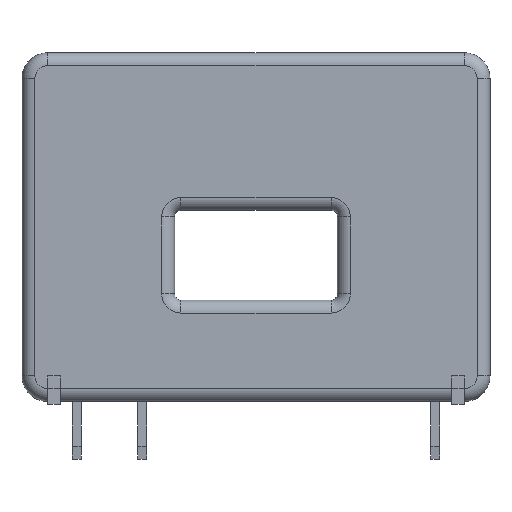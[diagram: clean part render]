
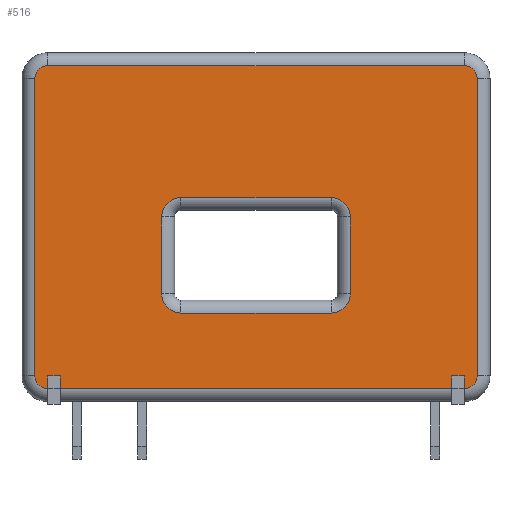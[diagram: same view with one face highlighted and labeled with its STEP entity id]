
A CAD part, front view. The second image highlights one B-rep face of the part: STEP entity #516.
In plain terms, the highlighted planar face has unit normal (0, -1, 0).
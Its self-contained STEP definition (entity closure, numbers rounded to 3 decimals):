
#13=DIRECTION('',(0.,0.,1.));
#35=VECTOR('',#36,1.);
#36=DIRECTION('',(1.,0.,0.));
#62=VECTOR('',#13,1.);
#75=DIRECTION('',(0.,1.,0.));
#102=VECTOR('',#103,1.);
#103=DIRECTION('',(-1.,0.,0.));
#185=DIRECTION('',(0.,-1.,0.));
#257=DIRECTION('',(0.,0.,-1.));
#264=VERTEX_POINT('',#265);
#265=CARTESIAN_POINT('',(29.22,-7.9,1.));
#269=DIRECTION('',(0.,0.,-1.));
#271=EDGE_CURVE('',#264,#272,#274,.T.);
#272=VERTEX_POINT('',#273);
#273=CARTESIAN_POINT('',(-1.28,-7.9,1.));
#274=LINE('',#275,#102);
#275=CARTESIAN_POINT('',(30.22,-7.9,1.));
#290=CARTESIAN_POINT('',(29.22,-7.9,-0.2));
#291=LINE('',#290,#62);
#315=CARTESIAN_POINT('',(-1.28,-7.9,-0.2));
#316=LINE('',#315,#62);
#516=ADVANCED_FACE('',(#517,#593),#644,.T.);
#517=FACE_BOUND('',#518,.T.);
#518=EDGE_LOOP('',(#519,#526,#535,#540,#545,#547,#548,#552,#557,#562,    #570,#576,#583,#588));
#519=ORIENTED_EDGE('',*,*,#520,.F.);
#520=EDGE_CURVE('',#521,#523,#525,.T.);
#521=VERTEX_POINT('',#522);
#522=CARTESIAN_POINT('',(-3.28,-7.9,2.));
#523=VERTEX_POINT('',#524);
#524=CARTESIAN_POINT('',(-3.28,-7.9,25.2));
#525=LINE('',#522,#62);
#526=ORIENTED_EDGE('',*,*,#527,.F.);
#527=EDGE_CURVE('',#528,#521,#530,.T.);
#528=VERTEX_POINT('',#529);
#529=CARTESIAN_POINT('',(-2.28,-7.9,1.));
#530=CIRCLE('',#531,1.);
#531=AXIS2_PLACEMENT_3D('',#532,#533,#534);
#532=CARTESIAN_POINT('',(-2.28,-7.9,2.));
#533=DIRECTION('',(0.,1.,0.));
#534=DIRECTION('',(0.,0.,-1.));
#535=ORIENTED_EDGE('',*,*,#536,.T.);
#536=EDGE_CURVE('',#528,#537,#538,.T.);
#537=VERTEX_POINT('',#532);
#538=LINE('',#539,#62);
#539=CARTESIAN_POINT('',(-2.28,-7.9,-0.2));
#540=ORIENTED_EDGE('',*,*,#541,.T.);
#541=EDGE_CURVE('',#537,#542,#544,.T.);
#542=VERTEX_POINT('',#543);
#543=CARTESIAN_POINT('',(-1.28,-7.9,2.));
#544=LINE('',#532,#35);
#545=ORIENTED_EDGE('',*,*,#546,.F.);
#546=EDGE_CURVE('',#272,#542,#316,.T.);
#547=ORIENTED_EDGE('',*,*,#271,.F.);
#548=ORIENTED_EDGE('',*,*,#549,.T.);
#549=EDGE_CURVE('',#264,#550,#291,.T.);
#550=VERTEX_POINT('',#551);
#551=CARTESIAN_POINT('',(29.22,-7.9,2.));
#552=ORIENTED_EDGE('',*,*,#553,.T.);
#553=EDGE_CURVE('',#550,#554,#556,.T.);
#554=VERTEX_POINT('',#555);
#555=CARTESIAN_POINT('',(30.22,-7.9,2.));
#556=LINE('',#551,#35);
#557=ORIENTED_EDGE('',*,*,#558,.F.);
#558=EDGE_CURVE('',#559,#554,#560,.T.);
#559=VERTEX_POINT('',#275);
#560=LINE('',#561,#62);
#561=CARTESIAN_POINT('',(30.22,-7.9,-0.2));
#562=ORIENTED_EDGE('',*,*,#563,.F.);
#563=EDGE_CURVE('',#564,#559,#566,.T.);
#564=VERTEX_POINT('',#565);
#565=CARTESIAN_POINT('',(31.22,-7.9,2.));
#566=CIRCLE('',#567,1.);
#567=AXIS2_PLACEMENT_3D('',#555,#568,#569);
#568=DIRECTION('',(0.,1.,0.));
#569=DIRECTION('',(1.,0.,0.));
#570=ORIENTED_EDGE('',*,*,#571,.F.);
#571=EDGE_CURVE('',#572,#564,#574,.T.);
#572=VERTEX_POINT('',#573);
#573=CARTESIAN_POINT('',(31.22,-7.9,25.2));
#574=LINE('',#573,#575);
#575=VECTOR('',#257,1.);
#576=ORIENTED_EDGE('',*,*,#577,.F.);
#577=EDGE_CURVE('',#578,#572,#580,.T.);
#578=VERTEX_POINT('',#579);
#579=CARTESIAN_POINT('',(30.22,-7.9,26.2));
#580=CIRCLE('',#581,1.);
#581=AXIS2_PLACEMENT_3D('',#582,#75,#13);
#582=CARTESIAN_POINT('',(30.22,-7.9,25.2));
#583=ORIENTED_EDGE('',*,*,#584,.F.);
#584=EDGE_CURVE('',#585,#578,#587,.T.);
#585=VERTEX_POINT('',#586);
#586=CARTESIAN_POINT('',(-2.28,-7.9,26.2));
#587=LINE('',#586,#35);
#588=ORIENTED_EDGE('',*,*,#589,.F.);
#589=EDGE_CURVE('',#523,#585,#590,.T.);
#590=CIRCLE('',#591,1.);
#591=AXIS2_PLACEMENT_3D('',#592,#533,#103);
#592=CARTESIAN_POINT('',(-2.28,-7.9,25.2));
#593=FACE_BOUND('',#594,.T.);
#594=EDGE_LOOP('',(#595,#602,#610,#615,#622,#627,#634,#639));
#595=ORIENTED_EDGE('',*,*,#596,.F.);
#596=EDGE_CURVE('',#597,#599,#601,.T.);
#597=VERTEX_POINT('',#598);
#598=CARTESIAN_POINT('',(19.82,-7.9,15.9));
#599=VERTEX_POINT('',#600);
#600=CARTESIAN_POINT('',(8.12,-7.9,15.9));
#601=LINE('',#598,#102);
#602=ORIENTED_EDGE('',*,*,#603,.F.);
#603=EDGE_CURVE('',#604,#597,#606,.T.);
#604=VERTEX_POINT('',#605);
#605=CARTESIAN_POINT('',(21.32,-7.9,14.4));
#606=CIRCLE('',#607,1.5);
#607=AXIS2_PLACEMENT_3D('',#608,#185,#609);
#608=CARTESIAN_POINT('',(19.82,-7.9,14.4));
#609=DIRECTION('',(1.,0.,0.));
#610=ORIENTED_EDGE('',*,*,#611,.F.);
#611=EDGE_CURVE('',#612,#604,#614,.T.);
#612=VERTEX_POINT('',#613);
#613=CARTESIAN_POINT('',(21.32,-7.9,8.4));
#614=LINE('',#613,#62);
#615=ORIENTED_EDGE('',*,*,#616,.F.);
#616=EDGE_CURVE('',#617,#612,#619,.T.);
#617=VERTEX_POINT('',#618);
#618=CARTESIAN_POINT('',(19.82,-7.9,6.9));
#619=CIRCLE('',#620,1.5);
#620=AXIS2_PLACEMENT_3D('',#621,#185,#269);
#621=CARTESIAN_POINT('',(19.82,-7.9,8.4));
#622=ORIENTED_EDGE('',*,*,#623,.F.);
#623=EDGE_CURVE('',#624,#617,#626,.T.);
#624=VERTEX_POINT('',#625);
#625=CARTESIAN_POINT('',(8.12,-7.9,6.9));
#626=LINE('',#625,#35);
#627=ORIENTED_EDGE('',*,*,#628,.F.);
#628=EDGE_CURVE('',#629,#624,#631,.T.);
#629=VERTEX_POINT('',#630);
#630=CARTESIAN_POINT('',(6.62,-7.9,8.4));
#631=CIRCLE('',#632,1.5);
#632=AXIS2_PLACEMENT_3D('',#633,#185,#103);
#633=CARTESIAN_POINT('',(8.12,-7.9,8.4));
#634=ORIENTED_EDGE('',*,*,#635,.F.);
#635=EDGE_CURVE('',#636,#629,#638,.T.);
#636=VERTEX_POINT('',#637);
#637=CARTESIAN_POINT('',(6.62,-7.9,14.4));
#638=LINE('',#637,#575);
#639=ORIENTED_EDGE('',*,*,#640,.F.);
#640=EDGE_CURVE('',#599,#636,#641,.T.);
#641=CIRCLE('',#642,1.5);
#642=AXIS2_PLACEMENT_3D('',#643,#185,#13);
#643=CARTESIAN_POINT('',(8.12,-7.9,14.4));
#644=PLANE('',#645);
#645=AXIS2_PLACEMENT_3D('',#646,#185,#103);
#646=CARTESIAN_POINT('',(32.22,-7.9,0.));
